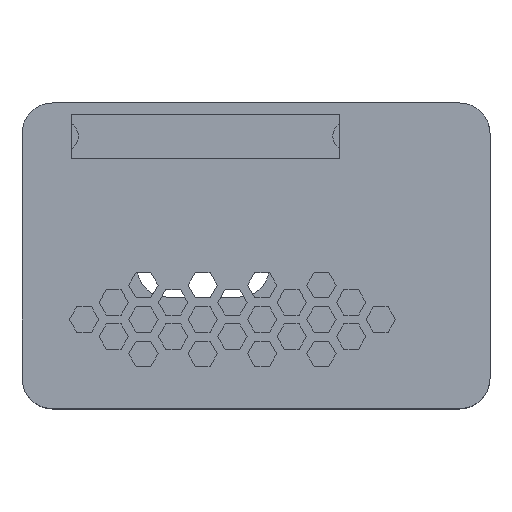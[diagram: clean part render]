
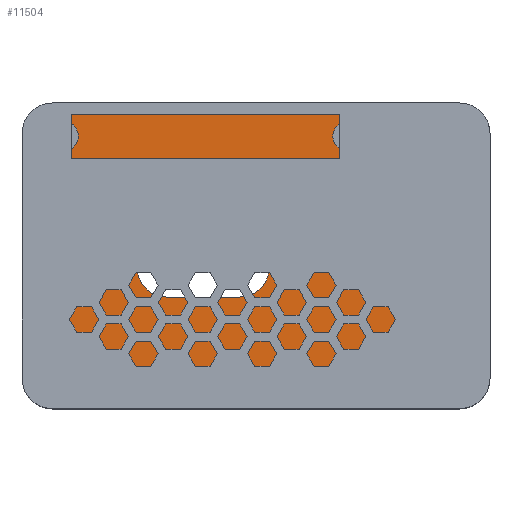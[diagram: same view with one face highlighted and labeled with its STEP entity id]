
A CAD part, top view. The second image highlights one B-rep face of the part: STEP entity #11504.
In plain terms, the highlighted planar face has unit normal (0, 0, 1).
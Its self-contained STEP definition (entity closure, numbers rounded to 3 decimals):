
#45=FACE_BOUND('',#1369,.T.);
#46=FACE_BOUND('',#1370,.T.);
#47=FACE_BOUND('',#1371,.T.);
#48=FACE_BOUND('',#1372,.T.);
#49=FACE_BOUND('',#1373,.T.);
#260=PLANE('',#12139);
#786=FACE_OUTER_BOUND('',#1368,.T.);
#1368=EDGE_LOOP('',(#8319,#8320,#8321,#8322,#8323,#8324,#8325,#8326,#8327,
#8328,#8329,#8330));
#1369=EDGE_LOOP('',(#8331,#8332,#8333,#8334,#8335,#8336,#8337,#8338));
#1370=EDGE_LOOP('',(#8339));
#1371=EDGE_LOOP('',(#8340));
#1372=EDGE_LOOP('',(#8341));
#1373=EDGE_LOOP('',(#8342));
#2105=LINE('',#15700,#3659);
#2145=LINE('',#15826,#3699);
#2150=LINE('',#15840,#3704);
#2154=LINE('',#15852,#3708);
#2158=LINE('',#15864,#3712);
#2182=LINE('',#15921,#3736);
#2219=LINE('',#15996,#3773);
#2223=LINE('',#16004,#3777);
#2224=LINE('',#16006,#3778);
#2225=LINE('',#16008,#3779);
#2226=LINE('',#16014,#3780);
#2227=LINE('',#16017,#3781);
#3659=VECTOR('',#12781,10.);
#3699=VECTOR('',#12881,10.);
#3704=VECTOR('',#12894,10.);
#3708=VECTOR('',#12906,10.);
#3712=VECTOR('',#12918,10.);
#3736=VECTOR('',#12978,10.);
#3773=VECTOR('',#13019,10.);
#3777=VECTOR('',#13025,10.);
#3778=VECTOR('',#13026,10.);
#3779=VECTOR('',#13027,10.);
#3780=VECTOR('',#13034,10.);
#3781=VECTOR('',#13037,10.);
#5237=CIRCLE('',#12108,6.);
#5239=CIRCLE('',#12112,6.);
#5241=CIRCLE('',#12116,6.);
#5243=CIRCLE('',#12120,6.);
#5249=CIRCLE('',#12140,5.);
#5250=CIRCLE('',#12141,5.);
#5251=CIRCLE('',#12142,5.);
#5252=CIRCLE('',#12143,5.);
#5253=CIRCLE('',#12144,3.);
#5254=CIRCLE('',#12145,3.);
#5255=CIRCLE('',#12146,3.);
#5256=CIRCLE('',#12147,3.);
#5333=VERTEX_POINT('',#15698);
#5334=VERTEX_POINT('',#15699);
#5389=VERTEX_POINT('',#15824);
#5390=VERTEX_POINT('',#15825);
#5393=VERTEX_POINT('',#15833);
#5395=VERTEX_POINT('',#15839);
#5397=VERTEX_POINT('',#15845);
#5399=VERTEX_POINT('',#15851);
#5401=VERTEX_POINT('',#15857);
#5403=VERTEX_POINT('',#15863);
#5417=VERTEX_POINT('',#15918);
#5418=VERTEX_POINT('',#15920);
#5453=VERTEX_POINT('',#15994);
#5454=VERTEX_POINT('',#15995);
#5457=VERTEX_POINT('',#16003);
#5458=VERTEX_POINT('',#16005);
#5459=VERTEX_POINT('',#16007);
#5460=VERTEX_POINT('',#16011);
#5461=VERTEX_POINT('',#16013);
#5462=VERTEX_POINT('',#16015);
#5463=VERTEX_POINT('',#16018);
#5464=VERTEX_POINT('',#16020);
#5465=VERTEX_POINT('',#16022);
#5466=VERTEX_POINT('',#16024);
#6441=EDGE_CURVE('',#5333,#5334,#2105,.T.);
#6505=EDGE_CURVE('',#5389,#5390,#2145,.T.);
#6509=EDGE_CURVE('',#5390,#5393,#5237,.T.);
#6512=EDGE_CURVE('',#5393,#5395,#2150,.T.);
#6515=EDGE_CURVE('',#5395,#5397,#5239,.T.);
#6518=EDGE_CURVE('',#5397,#5399,#2154,.T.);
#6521=EDGE_CURVE('',#5399,#5401,#5241,.T.);
#6524=EDGE_CURVE('',#5401,#5403,#2158,.T.);
#6527=EDGE_CURVE('',#5403,#5389,#5243,.T.);
#6554=EDGE_CURVE('',#5418,#5417,#2182,.T.);
#6591=EDGE_CURVE('',#5453,#5454,#2219,.T.);
#6595=EDGE_CURVE('',#5457,#5453,#2223,.T.);
#6596=EDGE_CURVE('',#5454,#5458,#2224,.T.);
#6597=EDGE_CURVE('',#5458,#5459,#2225,.T.);
#6598=EDGE_CURVE('',#5333,#5459,#5249,.F.);
#6599=EDGE_CURVE('',#5418,#5334,#5250,.F.);
#6600=EDGE_CURVE('',#5460,#5417,#5251,.F.);
#6601=EDGE_CURVE('',#5460,#5461,#2226,.T.);
#6602=EDGE_CURVE('',#5462,#5461,#5252,.F.);
#6603=EDGE_CURVE('',#5462,#5457,#2227,.T.);
#6604=EDGE_CURVE('',#5463,#5463,#5253,.T.);
#6605=EDGE_CURVE('',#5464,#5464,#5254,.T.);
#6606=EDGE_CURVE('',#5465,#5465,#5255,.T.);
#6607=EDGE_CURVE('',#5466,#5466,#5256,.T.);
#8319=ORIENTED_EDGE('',*,*,#6595,.T.);
#8320=ORIENTED_EDGE('',*,*,#6591,.T.);
#8321=ORIENTED_EDGE('',*,*,#6596,.T.);
#8322=ORIENTED_EDGE('',*,*,#6597,.T.);
#8323=ORIENTED_EDGE('',*,*,#6598,.F.);
#8324=ORIENTED_EDGE('',*,*,#6441,.T.);
#8325=ORIENTED_EDGE('',*,*,#6599,.F.);
#8326=ORIENTED_EDGE('',*,*,#6554,.T.);
#8327=ORIENTED_EDGE('',*,*,#6600,.F.);
#8328=ORIENTED_EDGE('',*,*,#6601,.T.);
#8329=ORIENTED_EDGE('',*,*,#6602,.F.);
#8330=ORIENTED_EDGE('',*,*,#6603,.T.);
#8331=ORIENTED_EDGE('',*,*,#6505,.T.);
#8332=ORIENTED_EDGE('',*,*,#6509,.T.);
#8333=ORIENTED_EDGE('',*,*,#6512,.T.);
#8334=ORIENTED_EDGE('',*,*,#6515,.T.);
#8335=ORIENTED_EDGE('',*,*,#6518,.T.);
#8336=ORIENTED_EDGE('',*,*,#6521,.T.);
#8337=ORIENTED_EDGE('',*,*,#6524,.T.);
#8338=ORIENTED_EDGE('',*,*,#6527,.T.);
#8339=ORIENTED_EDGE('',*,*,#6604,.T.);
#8340=ORIENTED_EDGE('',*,*,#6605,.T.);
#8341=ORIENTED_EDGE('',*,*,#6606,.T.);
#8342=ORIENTED_EDGE('',*,*,#6607,.T.);
#11504=ADVANCED_FACE('',(#786,#45,#46,#47,#48,#49),#260,.F.);
#12108=AXIS2_PLACEMENT_3D('',#15834,#12887,#12888);
#12112=AXIS2_PLACEMENT_3D('',#15846,#12899,#12900);
#12116=AXIS2_PLACEMENT_3D('',#15858,#12911,#12912);
#12120=AXIS2_PLACEMENT_3D('',#15869,#12923,#12924);
#12139=AXIS2_PLACEMENT_3D('',#16002,#13023,#13024);
#12140=AXIS2_PLACEMENT_3D('',#16009,#13028,#13029);
#12141=AXIS2_PLACEMENT_3D('',#16010,#13030,#13031);
#12142=AXIS2_PLACEMENT_3D('',#16012,#13032,#13033);
#12143=AXIS2_PLACEMENT_3D('',#16016,#13035,#13036);
#12144=AXIS2_PLACEMENT_3D('',#16019,#13038,#13039);
#12145=AXIS2_PLACEMENT_3D('',#16021,#13040,#13041);
#12146=AXIS2_PLACEMENT_3D('',#16023,#13042,#13043);
#12147=AXIS2_PLACEMENT_3D('',#16025,#13044,#13045);
#12781=DIRECTION('',(1.,0.,0.));
#12881=DIRECTION('',(0.,-1.,0.));
#12887=DIRECTION('center_axis',(0.,0.,-1.));
#12888=DIRECTION('ref_axis',(1.,0.,0.));
#12894=DIRECTION('',(-1.,0.,0.));
#12899=DIRECTION('center_axis',(0.,0.,-1.));
#12900=DIRECTION('ref_axis',(0.,-1.,0.));
#12906=DIRECTION('',(0.,1.,0.));
#12911=DIRECTION('center_axis',(0.,0.,-1.));
#12912=DIRECTION('ref_axis',(-1.,0.,0.));
#12918=DIRECTION('',(1.,0.,0.));
#12923=DIRECTION('center_axis',(0.,0.,-1.));
#12924=DIRECTION('ref_axis',(0.,1.,0.));
#12978=DIRECTION('',(0.,1.,0.));
#13019=DIRECTION('',(0.,-1.,0.));
#13023=DIRECTION('center_axis',(0.,0.,-1.));
#13024=DIRECTION('ref_axis',(1.,0.,0.));
#13025=DIRECTION('',(1.,0.,0.));
#13026=DIRECTION('',(-1.,0.,0.));
#13027=DIRECTION('',(0.,-1.,0.));
#13028=DIRECTION('center_axis',(0.,0.,1.));
#13029=DIRECTION('ref_axis',(0.,-1.,0.));
#13030=DIRECTION('center_axis',(0.,0.,1.));
#13031=DIRECTION('ref_axis',(1.,0.,0.));
#13032=DIRECTION('center_axis',(0.,0.,1.));
#13033=DIRECTION('ref_axis',(0.,1.,0.));
#13034=DIRECTION('',(-1.,0.,0.));
#13035=DIRECTION('center_axis',(0.,0.,1.));
#13036=DIRECTION('ref_axis',(-1.,0.,0.));
#13037=DIRECTION('',(0.,-1.,0.));
#13038=DIRECTION('center_axis',(0.,0.,-1.));
#13039=DIRECTION('ref_axis',(-1.,0.,0.));
#13040=DIRECTION('center_axis',(0.,0.,-1.));
#13041=DIRECTION('ref_axis',(-1.,0.,0.));
#13042=DIRECTION('center_axis',(0.,0.,-1.));
#13043=DIRECTION('ref_axis',(-1.,0.,0.));
#13044=DIRECTION('center_axis',(0.,0.,-1.));
#13045=DIRECTION('ref_axis',(-1.,0.,0.));
#15698=CARTESIAN_POINT('',(2.705,-50.656,-4.33));
#15699=CARTESIAN_POINT('',(85.859,-50.656,-4.33));
#15700=CARTESIAN_POINT('',(23.493,-50.656,-4.33));
#15824=CARTESIAN_POINT('',(47.,-11.,-4.33));
#15825=CARTESIAN_POINT('',(47.,-23.,-4.33));
#15826=CARTESIAN_POINT('',(47.,-21.828,-4.33));
#15833=CARTESIAN_POINT('',(41.,-29.,-4.33));
#15834=CARTESIAN_POINT('Origin',(41.,-23.,-4.33));
#15839=CARTESIAN_POINT('',(26.,-29.,-4.33));
#15840=CARTESIAN_POINT('',(35.141,-29.,-4.33));
#15845=CARTESIAN_POINT('',(20.,-23.,-4.33));
#15846=CARTESIAN_POINT('Origin',(26.,-23.,-4.33));
#15851=CARTESIAN_POINT('',(20.,-11.,-4.33));
#15852=CARTESIAN_POINT('',(20.,-15.828,-4.33));
#15857=CARTESIAN_POINT('',(26.,-5.,-4.33));
#15858=CARTESIAN_POINT('Origin',(26.,-11.,-4.33));
#15863=CARTESIAN_POINT('',(41.,-5.,-4.33));
#15864=CARTESIAN_POINT('',(42.641,-5.,-4.33));
#15869=CARTESIAN_POINT('Origin',(41.,-11.,-4.33));
#15918=CARTESIAN_POINT('',(90.859,4.344,-4.33));
#15920=CARTESIAN_POINT('',(90.859,-45.656,-4.33));
#15921=CARTESIAN_POINT('',(90.859,-33.156,-4.33));
#15994=CARTESIAN_POINT('',(4.475,-12.337,-4.33));
#15995=CARTESIAN_POINT('',(4.475,-28.487,-4.33));
#15996=CARTESIAN_POINT('',(4.475,-20.534,-4.33));
#16002=CARTESIAN_POINT('Origin',(44.282,-20.656,-4.33));
#16003=CARTESIAN_POINT('',(-2.295,-12.337,-4.33));
#16004=CARTESIAN_POINT('',(20.378,-12.337,-4.33));
#16005=CARTESIAN_POINT('',(-2.295,-28.487,-4.33));
#16006=CARTESIAN_POINT('',(20.378,-28.487,-4.33));
#16007=CARTESIAN_POINT('',(-2.295,-45.656,-4.33));
#16008=CARTESIAN_POINT('',(-2.295,-8.156,-4.33));
#16009=CARTESIAN_POINT('Origin',(2.705,-45.656,-4.33));
#16010=CARTESIAN_POINT('Origin',(85.859,-45.656,-4.33));
#16011=CARTESIAN_POINT('',(85.859,9.344,-4.33));
#16012=CARTESIAN_POINT('Origin',(85.859,4.344,-4.33));
#16013=CARTESIAN_POINT('',(2.705,9.344,-4.33));
#16014=CARTESIAN_POINT('',(65.07,9.344,-4.33));
#16015=CARTESIAN_POINT('',(-2.295,4.344,-4.33));
#16016=CARTESIAN_POINT('Origin',(2.705,4.344,-4.33));
#16017=CARTESIAN_POINT('',(-2.295,-8.156,-4.33));
#16018=CARTESIAN_POINT('',(65.987,3.844,-4.33));
#16019=CARTESIAN_POINT('Origin',(62.987,3.844,-4.33));
#16020=CARTESIAN_POINT('',(65.987,-45.156,-4.33));
#16021=CARTESIAN_POINT('Origin',(62.987,-45.156,-4.33));
#16022=CARTESIAN_POINT('',(7.987,3.844,-4.33));
#16023=CARTESIAN_POINT('Origin',(4.987,3.844,-4.33));
#16024=CARTESIAN_POINT('',(7.987,-45.156,-4.33));
#16025=CARTESIAN_POINT('Origin',(4.987,-45.156,-4.33));
